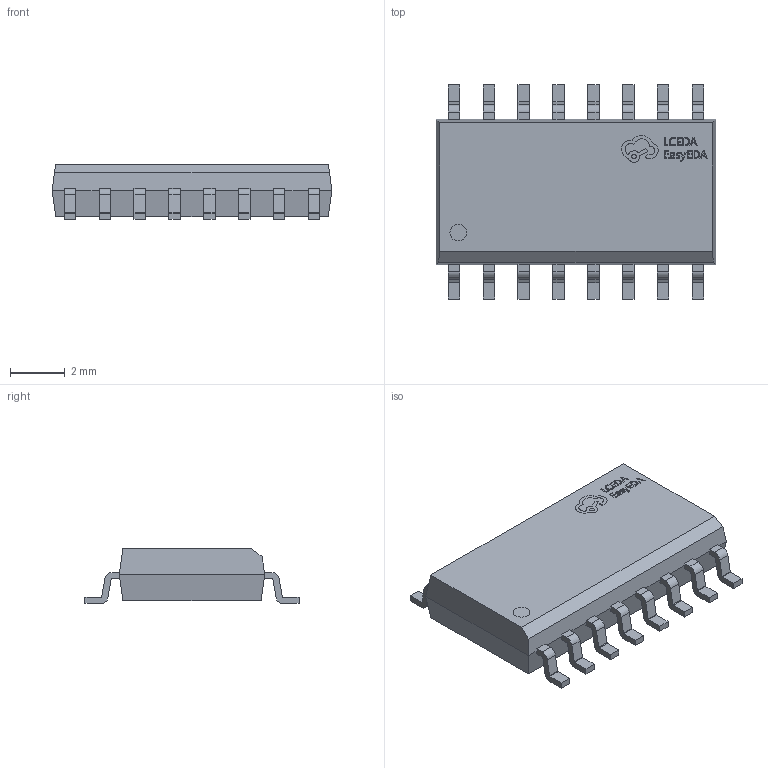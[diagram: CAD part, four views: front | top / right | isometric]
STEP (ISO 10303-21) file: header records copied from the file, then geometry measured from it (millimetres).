
FILE_DESCRIPTION (( 'STEP AP214' ), '1' );
FILE_NAME ('SO-16_L10.3-W5.3-P1.27-LS7.8-BL.step', '2022-07-29T06:42:04', ( '' ), ( '' ), 'SwSTEP 2.0', 'SolidWorks 2020', '' );
FILE_SCHEMA (( 'AUTOMOTIVE_DESIGN' ));
Length unit declared in the file: millimetre
Products named in the file (1): SO-16_L10.3-W5.3-P1.27-LS7.8-BL
Bounding box: 10.2 x 7.8 x 2 mm (x, y, z)
Volume: 101.3 mm3; surface area: 197.1 mm2
Topology: 1 solids, 1 shells, 446 faces, 1268 edges, 844 vertices
Faces by surface type: plane 282, bspline 98, cylinder 66
Entity records: 19864 total; most frequent: CARTESIAN_POINT 3865, ORIENTED_EDGE 2536, DIRECTION 1898, EDGE_CURVE 1268, VECTOR 936, LINE 936, VERTEX_POINT 844, AXIS2_PLACEMENT_3D 481
